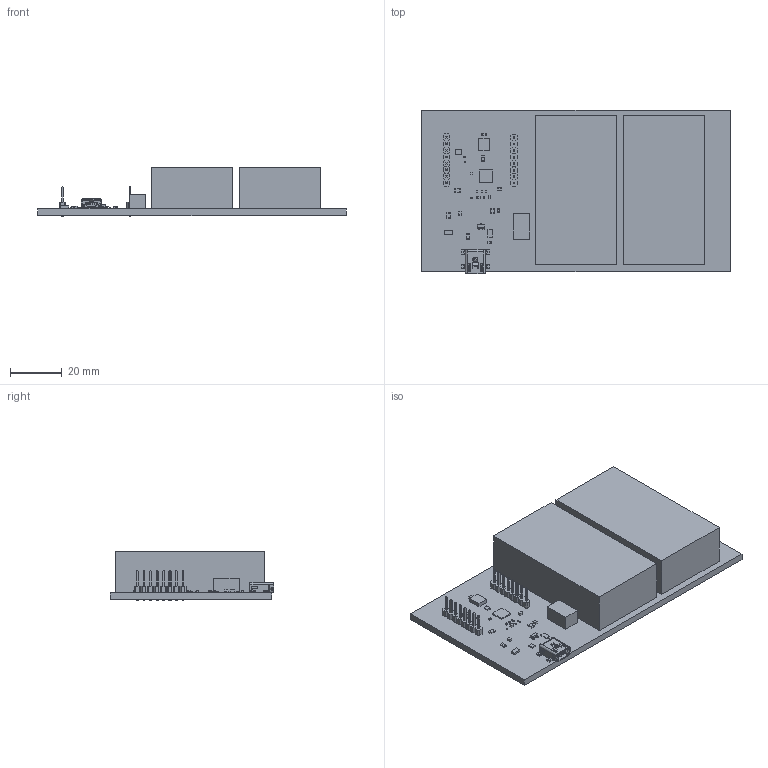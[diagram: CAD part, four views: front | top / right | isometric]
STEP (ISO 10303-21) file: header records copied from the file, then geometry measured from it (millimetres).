
FILE_DESCRIPTION(('Open CASCADE Model'),'2;1');
FILE_NAME('Open CASCADE Shape Model','2023-12-06T19:36:28',('Author'),( 'Open CASCADE'),'Open CASCADE STEP processor 6.8','Open CASCADE 6.8' ,'Unknown');
FILE_SCHEMA(('AUTOMOTIVE_DESIGN { 1 0 10303 214 1 1 1 1 }'));
Length unit declared in the file: millimetre
Products named in the file (83): PCB; Board; Open CASCADE STEP translator 6.8 1.1.1; R4; 6282120624; Extruded; 6282121024; K1; 6287639392; C9; 6296395808; 6296396048; C10; R5; 6287639232; 6287638752; C6; 6287640672; 6287640432; ﾑ12; 6288021584; 6288021264; ﾑ11; ﾑ7; 6282650992; 6282650752; ﾑ3; XP2; PLS-3; PLS-3_RGB12240586; XP1; X2; 6288016544; X1; USB_mini_B; VT1; SOT-23-3; VD1; 6256620576; R6 ...
Assembly tree (132 placements, depth 4):
  PCB
    Board
      Open CASCADE STEP translator 6.8 1.1.1
    R4
      6282120624
        Extruded
      6282121024  x2
        Extruded
    K1
      6287639392
        Extruded
    C9
      6296395808  x2
        Extruded
      6296396048
        Extruded
    C10
      6296395808  x2
        Extruded
      6296396048
        Extruded
    R5
      6287639232  x2
        Extruded
      6287638752
        Extruded
    C6
      6287640672
        Extruded
      6287640432  x2
        Extruded
    ﾑ12
      6288021584  x2
        Extruded
      6288021264
        Extruded
    ﾑ11
      6288021584  x2
        Extruded
      6288021264
        Extruded
    ﾑ7
      6282650992  x2
        Extruded
      6282650752
        Extruded
    ﾑ3
      6287640672
        Extruded
      6287640432  x2
        Extruded
    XP2
      PLS-3  x2
      PLS-3_RGB12240586
    XP1
      PLS-3  x2
      PLS-3_RGB12240586
    X2
      6288016544
        Extruded
Bounding box: 119.2 x 63.22 x 19 mm (x, y, z)
Volume: 79208.5 mm3; surface area: 31061.5 mm2
Topology: 78 solids, 78 shells, 1436 faces, 3323 edges, 2074 vertices
Faces by surface type: plane 1272, cylinder 126, bspline 36, sphere 2
Entity records: 29620 total; most frequent: CARTESIAN_POINT 5059, DIRECTION 4115, ORIENTED_EDGE 4094, EDGE_CURVE 2047, LINE 1741, VECTOR 1741, VERTEX_POINT 1258, AXIS2_PLACEMENT_3D 1187
